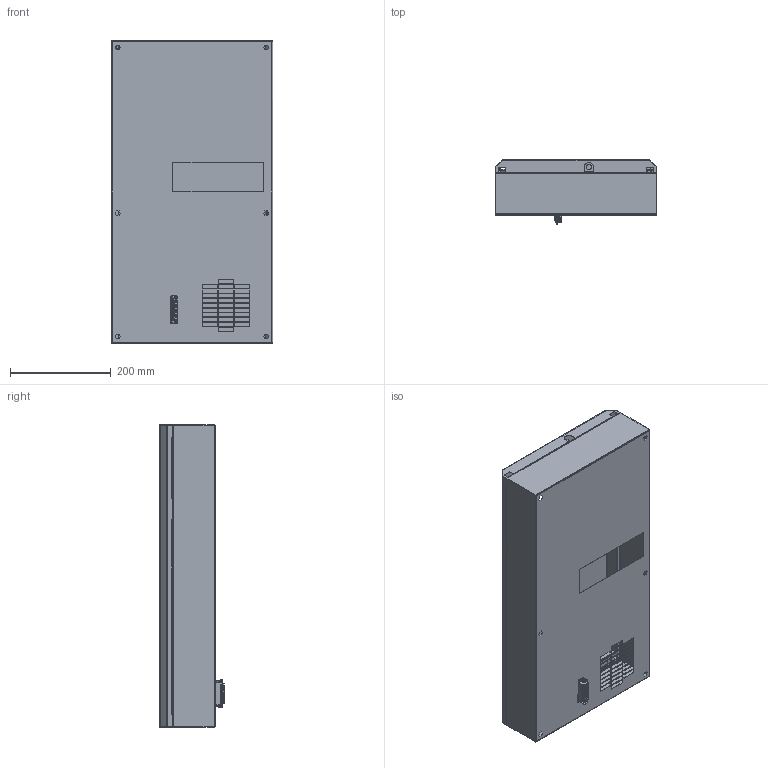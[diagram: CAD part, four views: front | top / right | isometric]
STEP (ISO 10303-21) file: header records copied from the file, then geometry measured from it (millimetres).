
FILE_DESCRIPTION (( 'STEP AP214' ), '1' );
FILE_NAME ('42691001.STEP', '2023-08-16T19:43:27', ( '' ), ( '' ), 'SwSTEP 2.0', 'SolidWorks 2021', '' );
FILE_SCHEMA (( 'AUTOMOTIVE_DESIGN' ));
Length unit declared in the file: inch
Products named in the file (1): 42691001
Bounding box: 320 x 127.5 x 600 mm (x, y, z)
Volume: 465405.1 mm3; surface area: 1145830.5 mm2
Topology: 3 solids, 3 shells, 1330 faces, 3742 edges, 2456 vertices
Faces by surface type: plane 1083, cylinder 206, cone 39, bspline 2
Full cylindrical faces by diameter (mm): 4.3 x3, 6.5 x2, 10.5 x1
Entity records: 42718 total; most frequent: CARTESIAN_POINT 8126, ORIENTED_EDGE 7468, DIRECTION 6584, EDGE_CURVE 3734, VECTOR 3260, LINE 3260, VERTEX_POINT 2456, AXIS2_PLACEMENT_3D 1662
